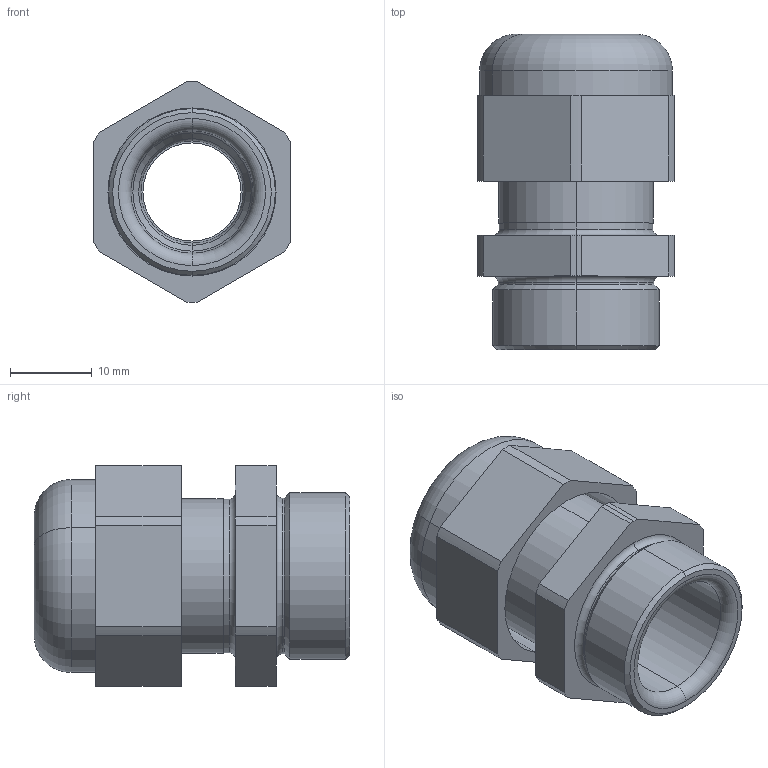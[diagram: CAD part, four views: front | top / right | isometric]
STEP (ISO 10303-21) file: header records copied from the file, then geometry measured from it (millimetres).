
FILE_DESCRIPTION (( 'STEP AP214' ), '1' );
FILE_NAME ('2024748.stp', '2017-01-10T07:20:48', ( '' ), ( '' ), 'SwSTEP 2.0', 'SolidWorks 2016', '' );
FILE_SCHEMA (( 'AUTOMOTIVE_DESIGN' ));
Length unit declared in the file: millimetre
Products named in the file (4): EV131-13-02_Pg13 Standard Gewinde; EV501_PG13; EV111-13-01_Gewindedarstellung; 2024748
Assembly tree (3 placements, depth 2):
  2024748
    EV111-13-01_Gewindedarstellung
    EV501_PG13
    EV131-13-02_Pg13 Standard Gewinde
Bounding box: 24 x 38.6 x 27 mm (x, y, z)
Volume: 8197.2 mm3; surface area: 8466.9 mm2
Topology: 3 solids, 3 shells, 319 faces, 880 edges, 572 vertices
Faces by surface type: cylinder 146, plane 79, torus 56, cone 24, bspline 14
Entity records: 11383 total; most frequent: CARTESIAN_POINT 3480, ORIENTED_EDGE 1760, DIRECTION 1510, EDGE_CURVE 880, AXIS2_PLACEMENT_3D 596, VERTEX_POINT 572, EDGE_LOOP 330, ADVANCED_FACE 319
